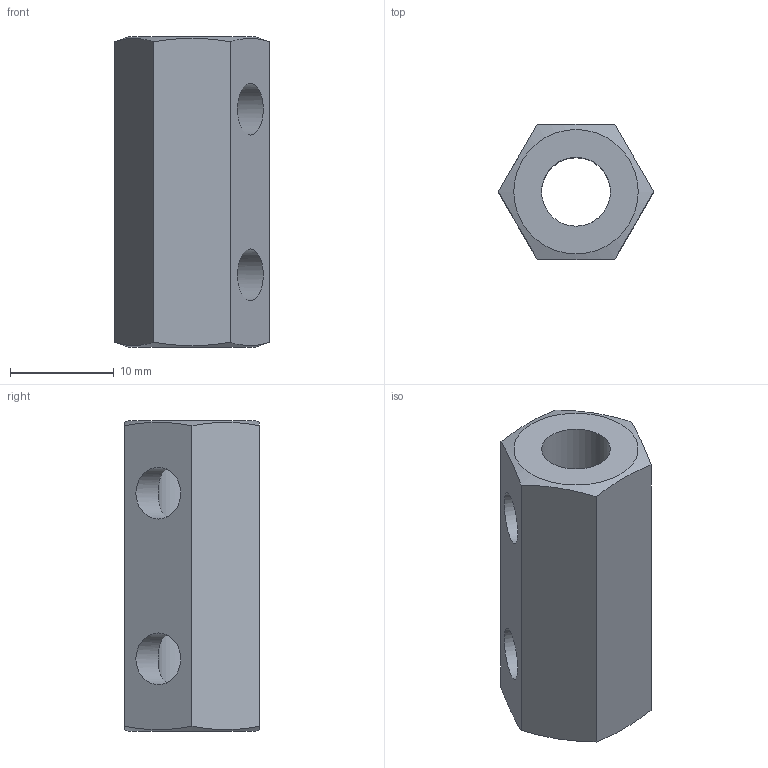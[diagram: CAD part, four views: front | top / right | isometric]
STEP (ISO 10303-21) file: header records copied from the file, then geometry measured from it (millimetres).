
FILE_DESCRIPTION((''),'2;1');
FILE_NAME('113319.stp','2010-10-01T11:46:45',('DMK009'),(''),'Autodesk Inventor 2011','Autodesk Inventor 2011','');
FILE_SCHEMA(('AUTOMOTIVE_DESIGN { 1 0 10303 214 1 1 1 1 }'));
Length unit declared in the file: millimetre
Products named in the file (1): Sechskantgewindemuffe
Bounding box: 15.01 x 13 x 30 mm (x, y, z)
Volume: 3069.6 mm3; surface area: 2248.2 mm2
Topology: 1 solids, 1 shells, 15 faces, 48 edges, 33 vertices
Faces by surface type: plane 8, cylinder 5, cone 2
Full cylindrical faces by diameter (mm): 5 x4, 6.647 x1
Entity records: 598 total; most frequent: CARTESIAN_POINT 258, ORIENTED_EDGE 60, DIRECTION 54, EDGE_LOOP 32, EDGE_CURVE 30, AXIS2_PLACEMENT_3D 24, VERTEX_POINT 24, FACE_BOUND 17
